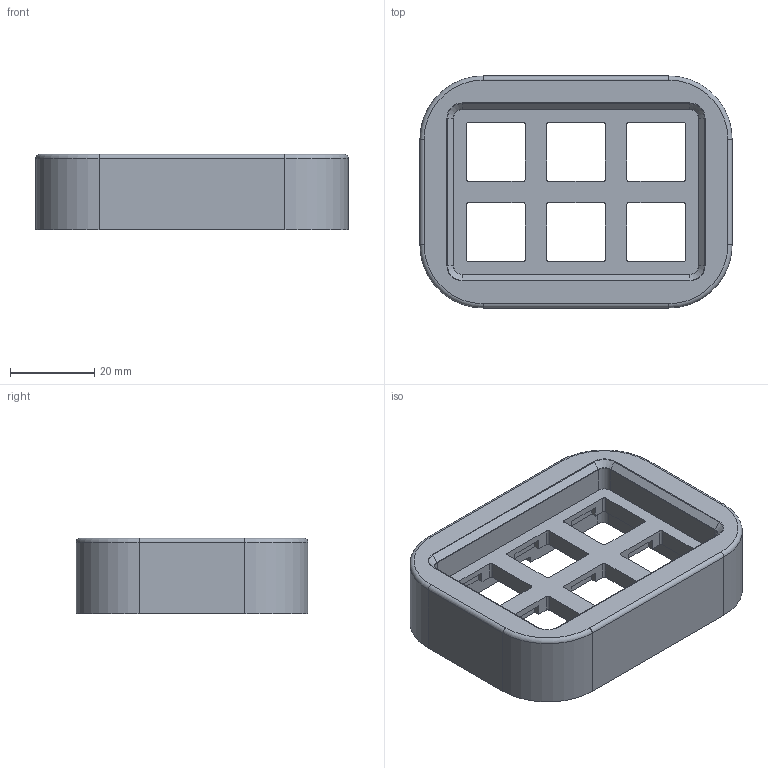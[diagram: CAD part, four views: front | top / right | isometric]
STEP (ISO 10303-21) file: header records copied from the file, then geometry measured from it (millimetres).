
FILE_DESCRIPTION(/* description */ (''),/* implementation_level */ '2;1');
FILE_NAME(/* name */ '6Key_Top_NoInserts.step',/* time_stamp */ '2020-03-07T18:13:11-05:00',/* author */ (''),/* organization */ (''),/* preprocessor_version */ 'ST-DEVELOPER v18',/* originating_system */ 'Autodesk Translation Framework v8.12.0.6',/* authorisation */ '');
FILE_SCHEMA (('AUTOMOTIVE_DESIGN { 1 0 10303 214 3 1 1 }'));
Length unit declared in the file: millimetre
Products named in the file (1): Case
Bounding box: 74.15 x 55.1 x 17.93 mm (x, y, z)
Volume: 32182.4 mm3; surface area: 13520.7 mm2
Topology: 1 solids, 1 shells, 190 faces, 505 edges, 322 vertices
Faces by surface type: plane 103, cylinder 65, torus 18, cone 4
Full cylindrical faces by diameter (mm): 1.75 x4
Entity records: 5933 total; most frequent: DIRECTION 1039, CARTESIAN_POINT 1018, ORIENTED_EDGE 1010, EDGE_CURVE 505, LINE 353, VECTOR 353, AXIS2_PLACEMENT_3D 343, VERTEX_POINT 322
